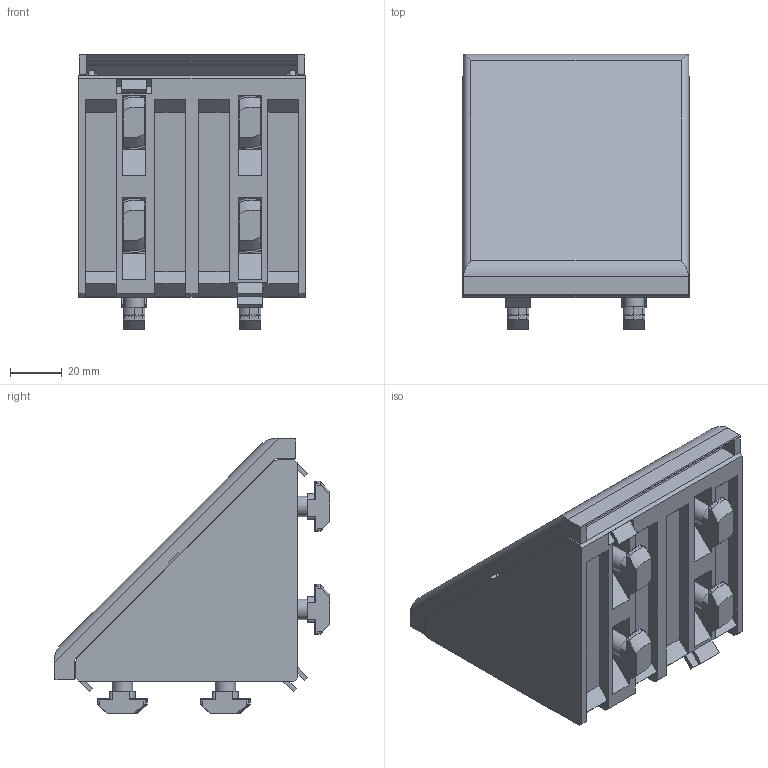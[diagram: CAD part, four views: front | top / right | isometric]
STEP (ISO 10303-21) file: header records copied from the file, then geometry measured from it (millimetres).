
FILE_DESCRIPTION(/* description */ (''),/* implementation_level */ '2;1');
FILE_NAME(/* name */ '1025389.stp',/* time_stamp */ '2024-07-25T09:35:15+02:00',/* author */ ('Bo'),/* organization */ (''),/* preprocessor_version */ 'ST-DEVELOPER v20',/* originating_system */ 'Autodesk Inventor 2025',/* authorisation */ ' ');
FILE_SCHEMA (('AUTOMOTIVE_DESIGN { 1 0 10303 214 3 1 1 }'));
Length unit declared in the file: millimetre
Products named in the file (19): 1025389; 1025389-1; 1025389-2; 1025389-3; 1025389-4; 1025389-5; 1025389-6; 1025389-7; 1025389-8; 1025389-9; 1025389-10; 1025389-11; 1025389-12; 1025389-13; 1025389-14; 1025389-15; 1025389-16; 1025389-17; 1025389-18
Assembly tree (18 placements, depth 2):
  1025389
    1025389-1
    1025389-2
    1025389-3
    1025389-4
    1025389-5
    1025389-6
    1025389-7
    1025389-8
    1025389-9
    1025389-10
    1025389-11
    1025389-12
    1025389-13
    1025389-14
    1025389-15
    1025389-16
    1025389-17
    1025389-18
Bounding box: 88 x 107.1 x 107.1 mm (x, y, z)
Volume: 192702.2 mm3; surface area: 102632 mm2
Topology: 18 solids, 18 shells, 1037 faces, 2835 edges, 1854 vertices
Faces by surface type: plane 663, cylinder 278, cone 72, bspline 16, sphere 8
Full cylindrical faces by diameter (mm): 5 x4, 6.647 x8, 7 x1, 8 x8, 21 x8
Entity records: 35356 total; most frequent: CARTESIAN_POINT 8431, ORIENTED_EDGE 5670, DIRECTION 5375, EDGE_CURVE 2835, VERTEX_POINT 1854, AXIS2_PLACEMENT_3D 1838, LINE 1699, VECTOR 1699
